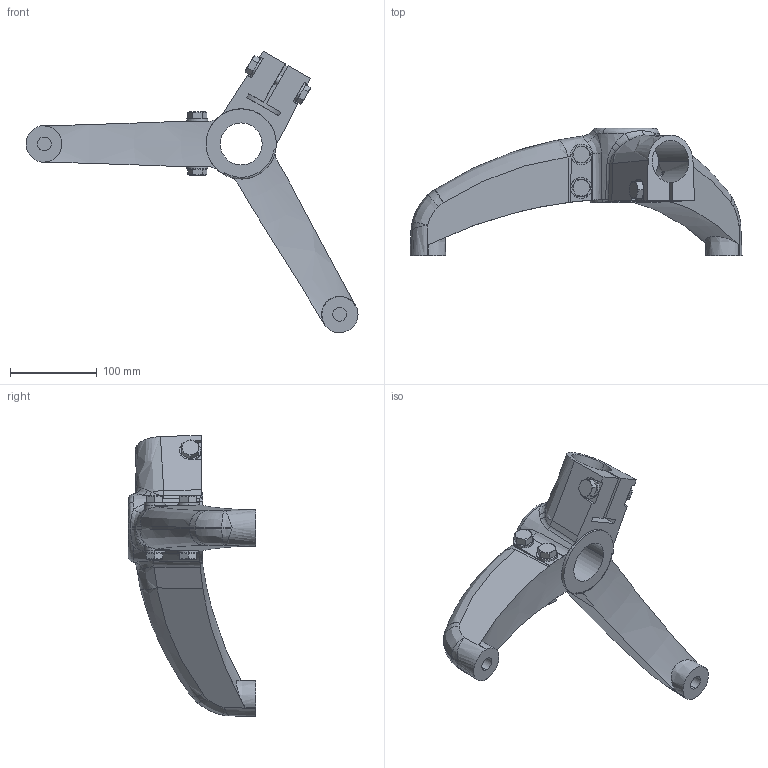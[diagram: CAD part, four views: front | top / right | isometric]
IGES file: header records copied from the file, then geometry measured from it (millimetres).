
Start section:  PTC IGES file: S0616611203.igs
Global section: file name: S0616611203.igs; native system: Pro/ENGINEER by Parametric Technology Corporation; preprocessor: 2010020; author: RCRU51; organization: Rex Nord Marbet spa; date: 20110419.141342; units: millimetre
Bounding box: 381.77 x 146.45 x 323.79 mm (x, y, z)
Volume: 1656638.8 mm3; surface area: 171147 mm2
Topology: 1 solids, 1 shells, 288 faces, 703 edges, 434 vertices
Faces by surface type: bspline 162, revolution 124, extrusion 2
